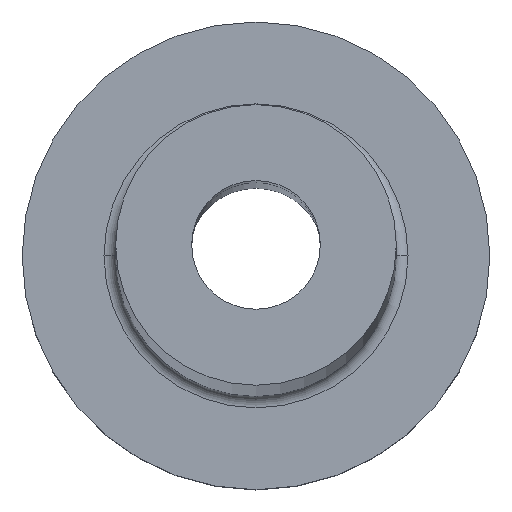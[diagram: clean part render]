
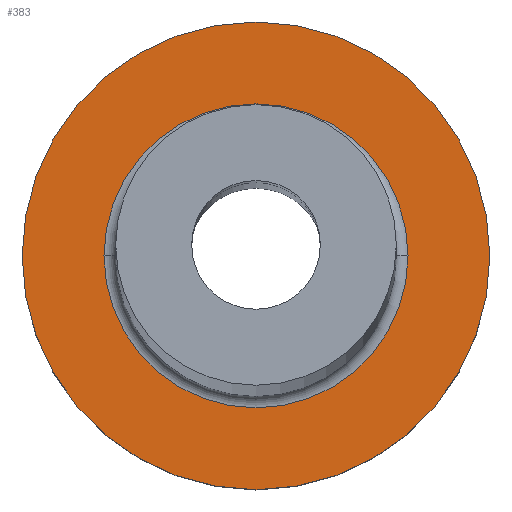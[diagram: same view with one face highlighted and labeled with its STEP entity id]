
A CAD part, top view. The second image highlights one B-rep face of the part: STEP entity #383.
In plain terms, the highlighted planar face has unit normal (0, 0, 1).
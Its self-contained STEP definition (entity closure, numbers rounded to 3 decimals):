
#2 = FACE_OUTER_BOUND ( 'NONE', #182, .T. ) ;
#11 = AXIS2_PLACEMENT_3D ( 'NONE', #314, #60, #166 ) ;
#12 = CARTESIAN_POINT ( 'NONE',  ( 0., 0., 7. ) ) ;
#13 = EDGE_CURVE ( 'NONE', #188, #57, #92, .T. ) ;
#16 = CARTESIAN_POINT ( 'NONE',  ( -6.5, 0., 7. ) ) ;
#22 = EDGE_CURVE ( 'NONE', #118, #73, #82, .T. ) ;
#46 = AXIS2_PLACEMENT_3D ( 'NONE', #12, #74, #52 ) ;
#50 = CARTESIAN_POINT ( 'NONE',  ( 10., 0., 7. ) ) ;
#52 = DIRECTION ( 'NONE',  ( 1., 0., 0. ) ) ;
#57 = VERTEX_POINT ( 'NONE', #389 ) ;
#60 = DIRECTION ( 'NONE',  ( 0., 0., -1. ) ) ;
#72 = CARTESIAN_POINT ( 'NONE',  ( 0., 0., 7. ) ) ;
#73 = VERTEX_POINT ( 'NONE', #416 ) ;
#74 = DIRECTION ( 'NONE',  ( 0., 0., 1. ) ) ;
#82 = CIRCLE ( 'NONE', #320, 6.5 ) ;
#87 = AXIS2_PLACEMENT_3D ( 'NONE', #178, #139, #287 ) ;
#92 = CIRCLE ( 'NONE', #46, 10. ) ;
#118 = VERTEX_POINT ( 'NONE', #16 ) ;
#139 = DIRECTION ( 'NONE',  ( 0., 0., 1. ) ) ;
#141 = DIRECTION ( 'NONE',  ( 1., 0., 0. ) ) ;
#153 = DIRECTION ( 'NONE',  ( 0., 0., -1. ) ) ;
#160 = ORIENTED_EDGE ( 'NONE', *, *, #22, .T. ) ;
#166 = DIRECTION ( 'NONE',  ( 1., 0., 0. ) ) ;
#178 = CARTESIAN_POINT ( 'NONE',  ( 0., 0., 7. ) ) ;
#182 = EDGE_LOOP ( 'NONE', ( #420, #212 ) ) ;
#188 = VERTEX_POINT ( 'NONE', #50 ) ;
#212 = ORIENTED_EDGE ( 'NONE', *, *, #13, .T. ) ;
#220 = CARTESIAN_POINT ( 'NONE',  ( 0., 0., 7. ) ) ;
#251 = EDGE_LOOP ( 'NONE', ( #326, #160 ) ) ;
#282 = PLANE ( 'NONE',  #369 ) ;
#287 = DIRECTION ( 'NONE',  ( 1., 0., 0. ) ) ;
#291 = DIRECTION ( 'NONE',  ( 1., 0., 0. ) ) ;
#296 = CIRCLE ( 'NONE', #87, 10. ) ;
#314 = CARTESIAN_POINT ( 'NONE',  ( 0., 0., 7. ) ) ;
#318 = FACE_BOUND ( 'NONE', #251, .T. ) ;
#320 = AXIS2_PLACEMENT_3D ( 'NONE', #220, #153, #291 ) ;
#326 = ORIENTED_EDGE ( 'NONE', *, *, #349, .T. ) ;
#329 = CIRCLE ( 'NONE', #11, 6.5 ) ;
#349 = EDGE_CURVE ( 'NONE', #73, #118, #329, .T. ) ;
#367 = EDGE_CURVE ( 'NONE', #57, #188, #296, .T. ) ;
#369 = AXIS2_PLACEMENT_3D ( 'NONE', #72, #431, #141 ) ;
#383 = ADVANCED_FACE ( 'NONE', ( #318, #2 ), #282, .T. ) ;
#389 = CARTESIAN_POINT ( 'NONE',  ( -10., 0., 7. ) ) ;
#416 = CARTESIAN_POINT ( 'NONE',  ( 6.5, 0., 7. ) ) ;
#420 = ORIENTED_EDGE ( 'NONE', *, *, #367, .T. ) ;
#431 = DIRECTION ( 'NONE',  ( 0., 0., 1. ) ) ;
